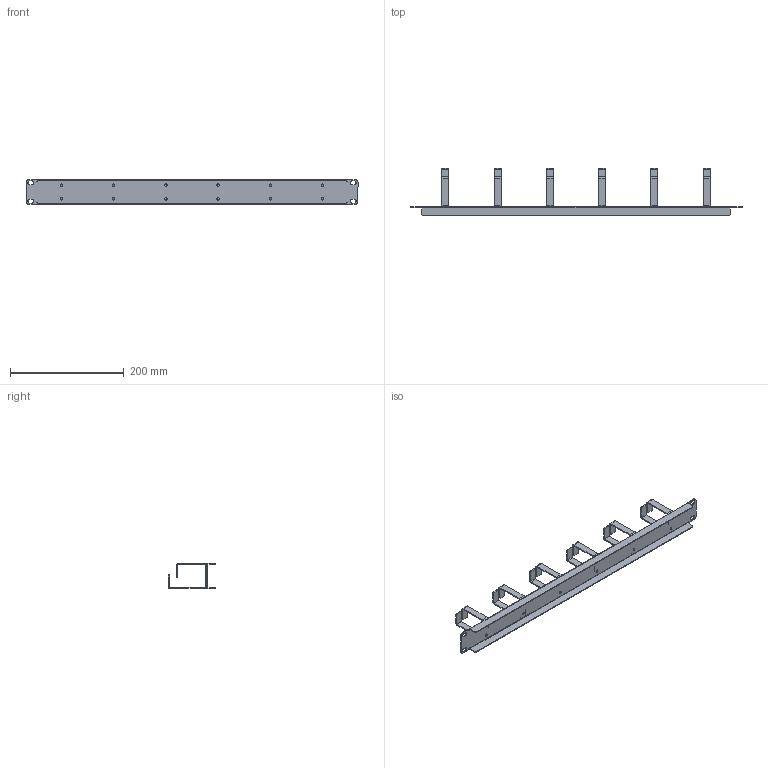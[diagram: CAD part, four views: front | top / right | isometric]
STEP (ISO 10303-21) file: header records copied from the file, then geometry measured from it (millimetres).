
FILE_DESCRIPTION (( 'STEP AP214' ), '1' );
FILE_NAME ('LC23INHZCM1U_3D.step', '2024-04-04T23:20:33', ( '' ), ( '' ), 'SwSTEP 2.0', 'SolidWorks 2022', '' );
FILE_SCHEMA (( 'AUTOMOTIVE_DESIGN' ));
Length unit declared in the file: millimetre
Products named in the file (3): base^LC23INHZCM1U; clip^LC23INHZCM1U; LC23INHZCM1U_3D
Assembly tree (7 placements, depth 2):
  LC23INHZCM1U_3D
    base^LC23INHZCM1U
    clip^LC23INHZCM1U  x6
Bounding box: 583.6 x 84 x 44 mm (x, y, z)
Volume: 89431.3 mm3; surface area: 117058.1 mm2
Topology: 7 solids, 7 shells, 342 faces, 776 edges, 448 vertices
Faces by surface type: plane 222, cylinder 120
Entity records: 4170 total; most frequent: DIRECTION 740, CARTESIAN_POINT 686, ORIENTED_EDGE 672, EDGE_CURVE 336, AXIS2_PLACEMENT_3D 262, VECTOR 216, LINE 216, VERTEX_POINT 208
